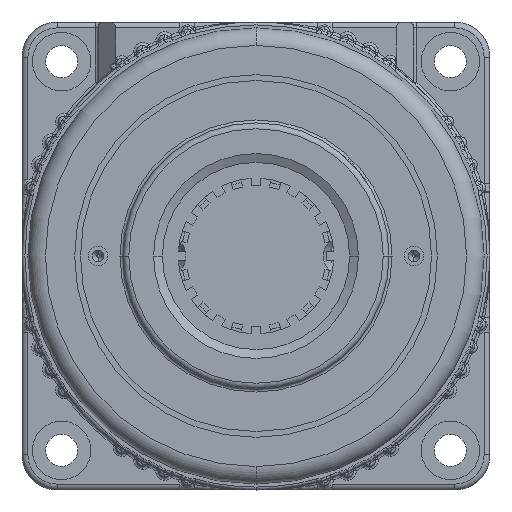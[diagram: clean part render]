
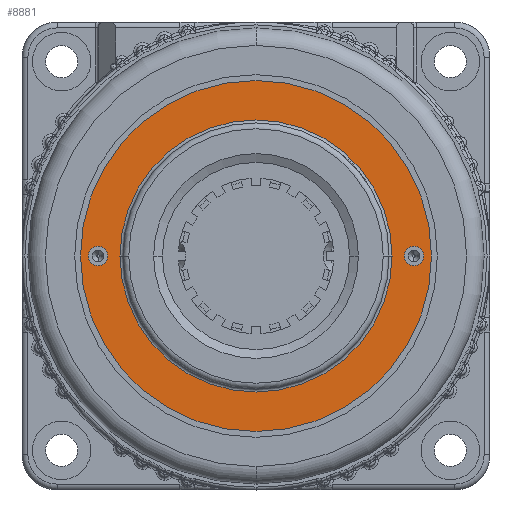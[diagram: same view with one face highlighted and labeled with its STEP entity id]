
A CAD part, front view. The second image highlights one B-rep face of the part: STEP entity #8881.
In plain terms, the highlighted face is planar.
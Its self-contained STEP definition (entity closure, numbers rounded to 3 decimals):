
#1281 = ORIENTED_EDGE ( 'NONE', *, *, #13537, .T. ) ;
#1704 = DIRECTION ( 'NONE',  ( 0., 0., 1. ) ) ;
#1859 = CARTESIAN_POINT ( 'NONE',  ( 0., 0.8, 0. ) ) ;
#2575 = DIRECTION ( 'NONE',  ( 0., 0., 1. ) ) ;
#2594 = ORIENTED_EDGE ( 'NONE', *, *, #19925, .F. ) ;
#2854 = VERTEX_POINT ( 'NONE', #6537 ) ;
#2982 = CARTESIAN_POINT ( 'NONE',  ( 0., 0.8, 27. ) ) ;
#3094 = DIRECTION ( 'NONE',  ( 0., 1., 0. ) ) ;
#3993 = CARTESIAN_POINT ( 'NONE',  ( 0., 0.8, -28.65 ) ) ;
#4033 = DIRECTION ( 'NONE',  ( 0., 1., 0. ) ) ;
#4373 = CIRCLE ( 'NONE', #11481, 1.65 ) ;
#4473 = DIRECTION ( 'NONE',  ( 0., 0., 1. ) ) ;
#5594 = DIRECTION ( 'NONE',  ( 0., 0., 1. ) ) ;
#6398 = CIRCLE ( 'NONE', #17828, 30. ) ;
#6537 = CARTESIAN_POINT ( 'NONE',  ( 0., 0.8, -30. ) ) ;
#6589 = CIRCLE ( 'NONE', #20512, 1.65 ) ;
#6678 = PLANE ( 'NONE',  #17599 ) ;
#6887 = DIRECTION ( 'NONE',  ( 0., 1., 0. ) ) ;
#6962 = FACE_BOUND ( 'NONE', #21351, .T. ) ;
#8277 = CARTESIAN_POINT ( 'NONE',  ( 0., 0.8, 28.65 ) ) ;
#8593 = FACE_BOUND ( 'NONE', #25864, .T. ) ;
#8777 = VERTEX_POINT ( 'NONE', #8277 ) ;
#8881 = ADVANCED_FACE ( 'NONE', ( #8593, #13951, #6962, #14773 ), #6678, .T. ) ;
#9308 = CARTESIAN_POINT ( 'NONE',  ( 0., 0.8, 0. ) ) ;
#10553 = ORIENTED_EDGE ( 'NONE', *, *, #32927, .F. ) ;
#11160 = VERTEX_POINT ( 'NONE', #29165 ) ;
#11241 = AXIS2_PLACEMENT_3D ( 'NONE', #33866, #18220, #2575 ) ;
#11375 = CARTESIAN_POINT ( 'NONE',  ( 0., 0.8, 25.35 ) ) ;
#11481 = AXIS2_PLACEMENT_3D ( 'NONE', #15346, #33620, #17957 ) ;
#11952 = DIRECTION ( 'NONE',  ( 0., 0., 1. ) ) ;
#12089 = DIRECTION ( 'NONE',  ( 0., -1., 0. ) ) ;
#12803 = AXIS2_PLACEMENT_3D ( 'NONE', #1859, #20128, #4473 ) ;
#13537 = EDGE_CURVE ( 'NONE', #23840, #25035, #25641, .T. ) ;
#13951 = FACE_BOUND ( 'NONE', #19695, .T. ) ;
#14170 = CIRCLE ( 'NONE', #12803, 23.25 ) ;
#14672 = VERTEX_POINT ( 'NONE', #3993 ) ;
#14773 = FACE_OUTER_BOUND ( 'NONE', #25467, .T. ) ;
#15268 = EDGE_CURVE ( 'NONE', #2854, #11160, #15347, .T. ) ;
#15346 = CARTESIAN_POINT ( 'NONE',  ( 0., 0.8, -27. ) ) ;
#15347 = CIRCLE ( 'NONE', #11241, 30. ) ;
#15437 = VERTEX_POINT ( 'NONE', #11375 ) ;
#15990 = EDGE_CURVE ( 'NONE', #25035, #23840, #14170, .T. ) ;
#17385 = DIRECTION ( 'NONE',  ( 0., 1., 0. ) ) ;
#17599 = AXIS2_PLACEMENT_3D ( 'NONE', #9308, #4033, #11952 ) ;
#17828 = AXIS2_PLACEMENT_3D ( 'NONE', #33021, #17385, #1704 ) ;
#17957 = DIRECTION ( 'NONE',  ( 0., 0., 1. ) ) ;
#18168 = EDGE_CURVE ( 'NONE', #14672, #26866, #21802, .T. ) ;
#18220 = DIRECTION ( 'NONE',  ( 0., 1., 0. ) ) ;
#18729 = CARTESIAN_POINT ( 'NONE',  ( 0., 0.8, -27. ) ) ;
#19695 = EDGE_LOOP ( 'NONE', ( #2594, #25317 ) ) ;
#19815 = CARTESIAN_POINT ( 'NONE',  ( 0., 0.8, 23.25 ) ) ;
#19925 = EDGE_CURVE ( 'NONE', #8777, #15437, #6589, .T. ) ;
#20128 = DIRECTION ( 'NONE',  ( 0., -1., 0. ) ) ;
#20512 = AXIS2_PLACEMENT_3D ( 'NONE', #2982, #21255, #5594 ) ;
#21197 = ORIENTED_EDGE ( 'NONE', *, *, #18168, .F. ) ;
#21255 = DIRECTION ( 'NONE',  ( 0., 1., 0. ) ) ;
#21351 = EDGE_LOOP ( 'NONE', ( #10553, #21197 ) ) ;
#21385 = DIRECTION ( 'NONE',  ( 0., 0., 1. ) ) ;
#21565 = AXIS2_PLACEMENT_3D ( 'NONE', #18729, #3094, #21385 ) ;
#21802 = CIRCLE ( 'NONE', #21565, 1.65 ) ;
#22539 = CARTESIAN_POINT ( 'NONE',  ( 0., 0.8, 27. ) ) ;
#22700 = CARTESIAN_POINT ( 'NONE',  ( 0., 0.8, -23.25 ) ) ;
#22779 = AXIS2_PLACEMENT_3D ( 'NONE', #27724, #12089, #30355 ) ;
#23397 = ORIENTED_EDGE ( 'NONE', *, *, #33165, .T. ) ;
#23840 = VERTEX_POINT ( 'NONE', #22700 ) ;
#25035 = VERTEX_POINT ( 'NONE', #19815 ) ;
#25186 = DIRECTION ( 'NONE',  ( 0., 0., 1. ) ) ;
#25237 = CIRCLE ( 'NONE', #31384, 1.65 ) ;
#25317 = ORIENTED_EDGE ( 'NONE', *, *, #32861, .F. ) ;
#25425 = ORIENTED_EDGE ( 'NONE', *, *, #15268, .T. ) ;
#25467 = EDGE_LOOP ( 'NONE', ( #25425, #23397 ) ) ;
#25641 = CIRCLE ( 'NONE', #22779, 23.25 ) ;
#25864 = EDGE_LOOP ( 'NONE', ( #32318, #1281 ) ) ;
#25998 = CARTESIAN_POINT ( 'NONE',  ( 0., 0.8, -25.35 ) ) ;
#26866 = VERTEX_POINT ( 'NONE', #25998 ) ;
#27724 = CARTESIAN_POINT ( 'NONE',  ( 0., 0.8, 0. ) ) ;
#29165 = CARTESIAN_POINT ( 'NONE',  ( 0., 0.8, 30. ) ) ;
#30355 = DIRECTION ( 'NONE',  ( 0., 0., 1. ) ) ;
#31384 = AXIS2_PLACEMENT_3D ( 'NONE', #22539, #6887, #25186 ) ;
#32318 = ORIENTED_EDGE ( 'NONE', *, *, #15990, .T. ) ;
#32861 = EDGE_CURVE ( 'NONE', #15437, #8777, #25237, .T. ) ;
#32927 = EDGE_CURVE ( 'NONE', #26866, #14672, #4373, .T. ) ;
#33021 = CARTESIAN_POINT ( 'NONE',  ( 0., 0.8, 0. ) ) ;
#33165 = EDGE_CURVE ( 'NONE', #11160, #2854, #6398, .T. ) ;
#33620 = DIRECTION ( 'NONE',  ( 0., 1., 0. ) ) ;
#33866 = CARTESIAN_POINT ( 'NONE',  ( 0., 0.8, 0. ) ) ;
